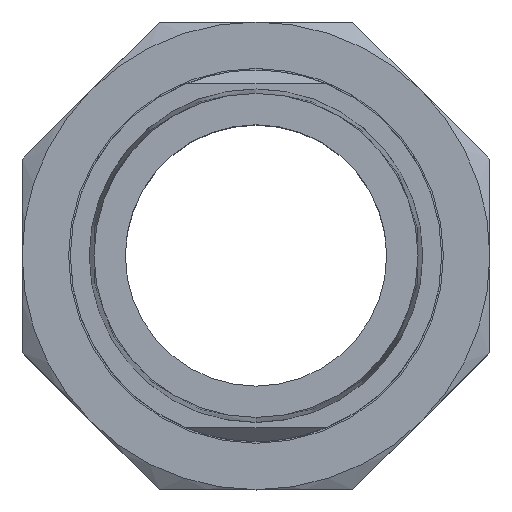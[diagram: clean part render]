
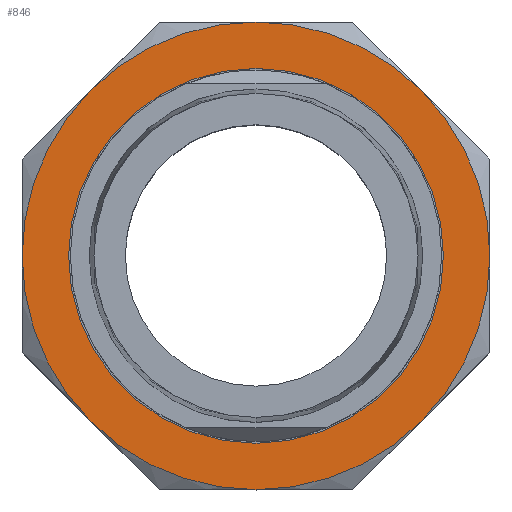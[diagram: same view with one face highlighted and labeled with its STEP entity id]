
A CAD part, top view. The second image highlights one B-rep face of the part: STEP entity #846.
In plain terms, the highlighted planar face has unit normal (0, 0, 1).
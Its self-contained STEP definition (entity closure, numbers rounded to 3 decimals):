
#18 = EDGE_CURVE ( 'NONE', #25, #56, #508, .T. ) ;
#19 = VERTEX_POINT ( 'NONE', #553 ) ;
#25 = VERTEX_POINT ( 'NONE', #528 ) ;
#30 = VERTEX_POINT ( 'NONE', #558 ) ;
#44 = EDGE_CURVE ( 'NONE', #30, #74, #521, .T. ) ;
#49 = EDGE_CURVE ( 'NONE', #74, #80, #549, .T. ) ;
#52 = EDGE_CURVE ( 'NONE', #56, #30, #565, .T. ) ;
#56 = VERTEX_POINT ( 'NONE', #911 ) ;
#61 = EDGE_CURVE ( 'NONE', #19, #25, #899, .T. ) ;
#74 = VERTEX_POINT ( 'NONE', #916 ) ;
#80 = VERTEX_POINT ( 'NONE', #912 ) ;
#432 = VERTEX_POINT ( 'NONE', #1640 ) ;
#469 = EDGE_CURVE ( 'NONE', #432, #19, #1679, .T. ) ;
#473 = VERTEX_POINT ( 'NONE', #1732 ) ;
#474 = EDGE_CURVE ( 'NONE', #473, #432, #1730, .T. ) ;
#501 = DIRECTION ( 'NONE',  ( 1., 0., 0. ) ) ;
#502 = DIRECTION ( 'NONE',  ( 0., 0., 1. ) ) ;
#503 = CARTESIAN_POINT ( 'NONE',  ( 0., 0., 12.5 ) ) ;
#504 = AXIS2_PLACEMENT_3D ( 'NONE', #503, #502, #501 ) ;
#507 = AXIS2_PLACEMENT_3D ( 'NONE', #535, #534, #533 ) ;
#508 = CIRCLE ( 'NONE', #507, 34. ) ;
#511 = DIRECTION ( 'NONE',  ( 1., 0., 0. ) ) ;
#512 = DIRECTION ( 'NONE',  ( 0., 0., 1. ) ) ;
#513 = CARTESIAN_POINT ( 'NONE',  ( 0., 0., 12.5 ) ) ;
#514 = AXIS2_PLACEMENT_3D ( 'NONE', #513, #512, #511 ) ;
#521 = CIRCLE ( 'NONE', #514, 34. ) ;
#528 = CARTESIAN_POINT ( 'NONE',  ( 34., 0., 12.5 ) ) ;
#533 = DIRECTION ( 'NONE',  ( 1., 0., 0. ) ) ;
#534 = DIRECTION ( 'NONE',  ( 0., 0., 1. ) ) ;
#535 = CARTESIAN_POINT ( 'NONE',  ( 0., 0., 12.5 ) ) ;
#549 = CIRCLE ( 'NONE', #504, 34. ) ;
#553 = CARTESIAN_POINT ( 'NONE',  ( 24.042, -24.042, 12.5 ) ) ;
#558 = CARTESIAN_POINT ( 'NONE',  ( 0., 34., 12.5 ) ) ;
#562 = DIRECTION ( 'NONE',  ( 0., 0., 1. ) ) ;
#563 = CARTESIAN_POINT ( 'NONE',  ( 0., 0., 12.5 ) ) ;
#564 = AXIS2_PLACEMENT_3D ( 'NONE', #563, #562, #569 ) ;
#565 = CIRCLE ( 'NONE', #564, 34. ) ;
#569 = DIRECTION ( 'NONE',  ( 1., 0., 0. ) ) ;
#774 = VERTEX_POINT ( 'NONE', #2082 ) ;
#811 = VERTEX_POINT ( 'NONE', #2144 ) ;
#817 = EDGE_CURVE ( 'NONE', #774, #811, #2135, .T. ) ;
#827 = EDGE_CURVE ( 'NONE', #80, #473, #2170, .T. ) ;
#830 = ORIENTED_EDGE ( 'NONE', *, *, #52, .T. ) ;
#832 = ORIENTED_EDGE ( 'NONE', *, *, #469, .T. ) ;
#833 = ORIENTED_EDGE ( 'NONE', *, *, #61, .T. ) ;
#834 = ORIENTED_EDGE ( 'NONE', *, *, #18, .T. ) ;
#835 = ORIENTED_EDGE ( 'NONE', *, *, #817, .F. ) ;
#836 = EDGE_LOOP ( 'NONE', ( #842, #835 ) ) ;
#837 = EDGE_LOOP ( 'NONE', ( #834, #830, #853, #848, #852, #849, #832, #833 ) ) ;
#840 = EDGE_CURVE ( 'NONE', #811, #774, #2159, .T. ) ;
#842 = ORIENTED_EDGE ( 'NONE', *, *, #840, .F. ) ;
#846 = ADVANCED_FACE ( 'NONE', ( #2214, #2210 ), #2209, .F. ) ;
#848 = ORIENTED_EDGE ( 'NONE', *, *, #49, .T. ) ;
#849 = ORIENTED_EDGE ( 'NONE', *, *, #474, .T. ) ;
#852 = ORIENTED_EDGE ( 'NONE', *, *, #827, .T. ) ;
#853 = ORIENTED_EDGE ( 'NONE', *, *, #44, .T. ) ;
#886 = DIRECTION ( 'NONE',  ( 1., 0., 0. ) ) ;
#887 = DIRECTION ( 'NONE',  ( 0., 0., 1. ) ) ;
#888 = CARTESIAN_POINT ( 'NONE',  ( 0., 0., 12.5 ) ) ;
#889 = AXIS2_PLACEMENT_3D ( 'NONE', #888, #887, #886 ) ;
#899 = CIRCLE ( 'NONE', #889, 34. ) ;
#911 = CARTESIAN_POINT ( 'NONE',  ( 24.042, 24.042, 12.5 ) ) ;
#912 = CARTESIAN_POINT ( 'NONE',  ( -34., 0., 12.5 ) ) ;
#916 = CARTESIAN_POINT ( 'NONE',  ( -24.042, 24.042, 12.5 ) ) ;
#1640 = CARTESIAN_POINT ( 'NONE',  ( 0., -34., 12.5 ) ) ;
#1676 = DIRECTION ( 'NONE',  ( 1., 0., 0. ) ) ;
#1677 = DIRECTION ( 'NONE',  ( 0., 0., 1. ) ) ;
#1678 = AXIS2_PLACEMENT_3D ( 'NONE', #1686, #1677, #1676 ) ;
#1679 = CIRCLE ( 'NONE', #1678, 34. ) ;
#1686 = CARTESIAN_POINT ( 'NONE',  ( 0., 0., 12.5 ) ) ;
#1717 = DIRECTION ( 'NONE',  ( 1., 0., 0. ) ) ;
#1718 = DIRECTION ( 'NONE',  ( 0., 0., 1. ) ) ;
#1719 = CARTESIAN_POINT ( 'NONE',  ( 0., 0., 12.5 ) ) ;
#1720 = AXIS2_PLACEMENT_3D ( 'NONE', #1719, #1718, #1717 ) ;
#1730 = CIRCLE ( 'NONE', #1720, 34. ) ;
#1732 = CARTESIAN_POINT ( 'NONE',  ( -24.042, -24.042, 12.5 ) ) ;
#2082 = CARTESIAN_POINT ( 'NONE',  ( -27.25, 0., 12.5 ) ) ;
#2131 = DIRECTION ( 'NONE',  ( 1., 0., 0. ) ) ;
#2132 = DIRECTION ( 'NONE',  ( 0., 0., 1. ) ) ;
#2133 = CARTESIAN_POINT ( 'NONE',  ( 0., 0., 12.5 ) ) ;
#2134 = AXIS2_PLACEMENT_3D ( 'NONE', #2133, #2132, #2131 ) ;
#2135 = CIRCLE ( 'NONE', #2134, 27.25 ) ;
#2144 = CARTESIAN_POINT ( 'NONE',  ( 27.25, 0., 12.5 ) ) ;
#2156 = DIRECTION ( 'NONE',  ( 1., 0., 0. ) ) ;
#2157 = DIRECTION ( 'NONE',  ( 0., 0., 1. ) ) ;
#2158 = AXIS2_PLACEMENT_3D ( 'NONE', #2163, #2157, #2156 ) ;
#2159 = CIRCLE ( 'NONE', #2158, 27.25 ) ;
#2163 = CARTESIAN_POINT ( 'NONE',  ( 0., 0., 12.5 ) ) ;
#2167 = DIRECTION ( 'NONE',  ( 1., 0., 0. ) ) ;
#2168 = DIRECTION ( 'NONE',  ( 0., 0., 1. ) ) ;
#2169 = AXIS2_PLACEMENT_3D ( 'NONE', #2179, #2168, #2167 ) ;
#2170 = CIRCLE ( 'NONE', #2169, 34. ) ;
#2179 = CARTESIAN_POINT ( 'NONE',  ( 0., 0., 12.5 ) ) ;
#2205 = DIRECTION ( 'NONE',  ( -1., 0., 0. ) ) ;
#2206 = DIRECTION ( 'NONE',  ( 0., 0., -1. ) ) ;
#2207 = AXIS2_PLACEMENT_3D ( 'NONE', #2208, #2206, #2205 ) ;
#2208 = CARTESIAN_POINT ( 'NONE',  ( 0., 34., 12.5 ) ) ;
#2209 = PLANE ( 'NONE',  #2207 ) ;
#2210 = FACE_OUTER_BOUND ( 'NONE', #837, .T. ) ;
#2214 = FACE_BOUND ( 'NONE', #836, .T. ) ;
